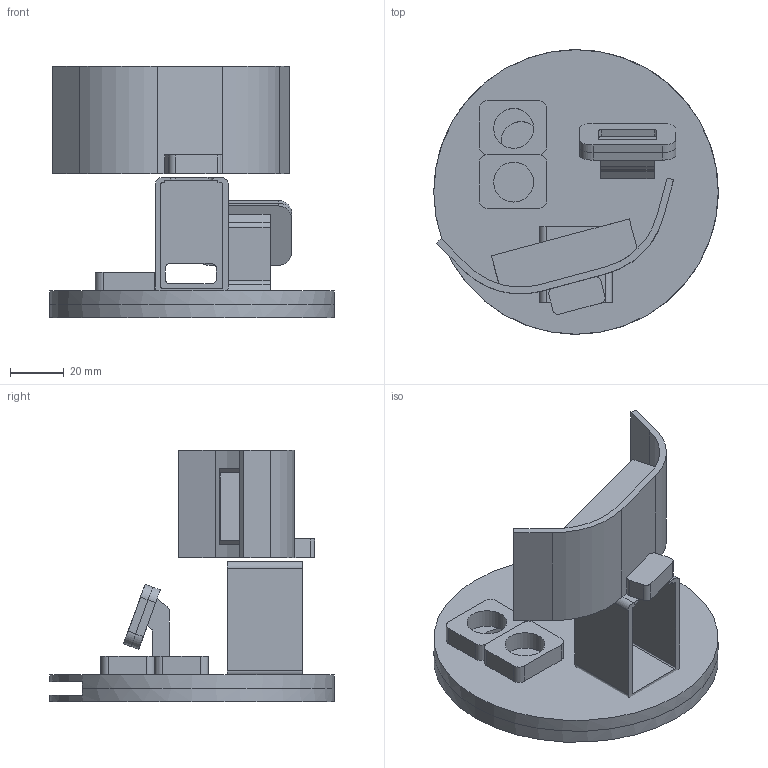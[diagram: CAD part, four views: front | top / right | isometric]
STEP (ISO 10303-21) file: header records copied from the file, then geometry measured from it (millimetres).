
FILE_DESCRIPTION(/* description */ (''),/* implementation_level */ '2;1');
FILE_NAME(/* name */ 'Body-Parts-Only.step',/* time_stamp */ '2026-02-22T03:00:53+05:30',/* author */ (''),/* organization */ (''),/* preprocessor_version */ 'ST-DEVELOPER v20.1',/* originating_system */ 'Autodesk Translation Framework v14.24.0.0',/* authorisation */ '');
FILE_SCHEMA (('AUTOMOTIVE_DESIGN { 1 0 10303 214 3 1 1 }'));
Length unit declared in the file: millimetre
Products named in the file (8): Body; Radar-Transmitter v3; ArcadeRangeFinderCommponents; Component48; Component49; Radar Screen v5; Potentiometer v2; Potentiometer v2 (1)
Assembly tree (7 placements, depth 3):
  Body
    Radar-Transmitter v3
      ArcadeRangeFinderCommponents
      Component48
      Component49
    Radar Screen v5
    Potentiometer v2
    Potentiometer v2 (1)
Bounding box: 105.71 x 105.71 x 93.55 mm (x, y, z)
Volume: 81204.9 mm3; surface area: 71071.2 mm2
Topology: 8 solids, 8 shells, 276 faces, 763 edges, 510 vertices
Faces by surface type: plane 164, cylinder 108, bspline 4
Full cylindrical faces by diameter (mm): 2 x4, 14.8 x3, 105.71 x2
Entity records: 10001 total; most frequent: CARTESIAN_POINT 2555, ORIENTED_EDGE 1526, DIRECTION 1499, EDGE_CURVE 763, LINE 511, VECTOR 511, VERTEX_POINT 510, AXIS2_PLACEMENT_3D 494
